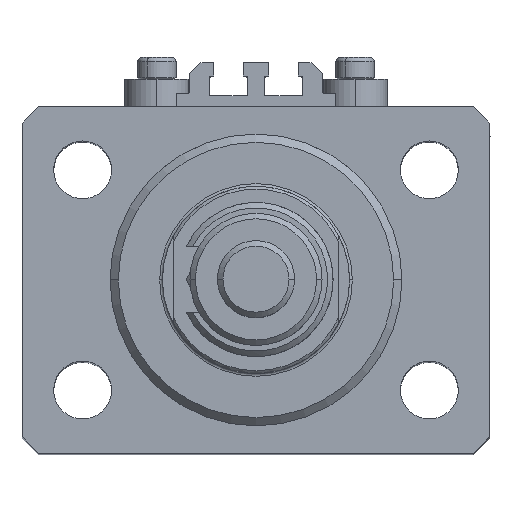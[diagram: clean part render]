
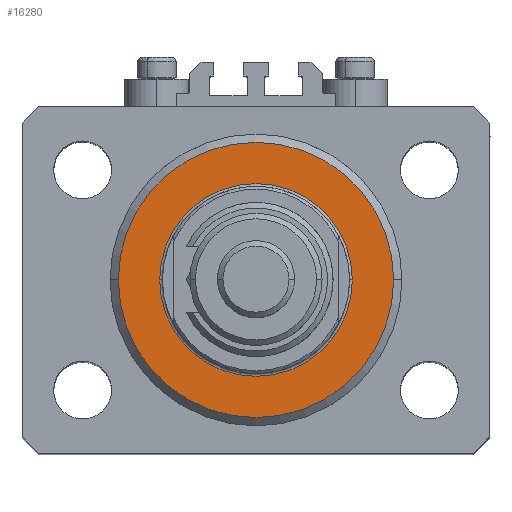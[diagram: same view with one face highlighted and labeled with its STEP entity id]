
A CAD part, top view. The second image highlights one B-rep face of the part: STEP entity #16280.
In plain terms, the highlighted face is planar.
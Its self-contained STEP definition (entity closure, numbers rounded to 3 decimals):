
#2779 = DIRECTION ( 'NONE',  ( 1., 0., 0. ) ) ;
#4408 = CARTESIAN_POINT ( 'NONE',  ( 0., 0., 0. ) ) ;
#4655 = DIRECTION ( 'NONE',  ( 0., 0., -1. ) ) ;
#8980 = VERTEX_POINT ( 'NONE', #49096 ) ;
#9088 = AXIS2_PLACEMENT_3D ( 'NONE', #20682, #13562, #43992 ) ;
#10014 = DIRECTION ( 'NONE',  ( 0., 0., 1. ) ) ;
#11958 = EDGE_CURVE ( 'NONE', #26308, #15848, #21050, .T. ) ;
#13562 = DIRECTION ( 'NONE',  ( 0., 0., 1. ) ) ;
#14574 = AXIS2_PLACEMENT_3D ( 'NONE', #4408, #4655, #16063 ) ;
#14743 = CIRCLE ( 'NONE', #9088, 17.5 ) ;
#15009 = EDGE_CURVE ( 'NONE', #42772, #8980, #32459, .T. ) ;
#15305 = CARTESIAN_POINT ( 'NONE',  ( -17.5, 0., 0. ) ) ;
#15848 = VERTEX_POINT ( 'NONE', #31675 ) ;
#16063 = DIRECTION ( 'NONE',  ( 1., 0., 0. ) ) ;
#16280 = ADVANCED_FACE ( 'NONE', ( #44508, #40711 ), #36935, .F. ) ;
#18395 = ORIENTED_EDGE ( 'NONE', *, *, #25415, .T. ) ;
#19395 = ORIENTED_EDGE ( 'NONE', *, *, #15009, .T. ) ;
#19550 = DIRECTION ( 'NONE',  ( 1., 0., 0. ) ) ;
#20682 = CARTESIAN_POINT ( 'NONE',  ( 0., 0., 0. ) ) ;
#21050 = CIRCLE ( 'NONE', #14574, 25. ) ;
#24105 = DIRECTION ( 'NONE',  ( 0., 0., -1. ) ) ;
#25415 = EDGE_CURVE ( 'NONE', #15848, #26308, #27639, .T. ) ;
#26308 = VERTEX_POINT ( 'NONE', #36798 ) ;
#26351 = DIRECTION ( 'NONE',  ( 0., 0., 1. ) ) ;
#27639 = CIRCLE ( 'NONE', #40591, 25. ) ;
#28221 = EDGE_CURVE ( 'NONE', #8980, #42772, #14743, .T. ) ;
#28592 = EDGE_LOOP ( 'NONE', ( #47467, #18395 ) ) ;
#29305 = CARTESIAN_POINT ( 'NONE',  ( 0., 0., 0. ) ) ;
#31675 = CARTESIAN_POINT ( 'NONE',  ( -25., 0., 0. ) ) ;
#32459 = CIRCLE ( 'NONE', #43798, 17.5 ) ;
#36798 = CARTESIAN_POINT ( 'NONE',  ( 25., 0., 0. ) ) ;
#36935 = PLANE ( 'NONE',  #46854 ) ;
#37550 = CARTESIAN_POINT ( 'NONE',  ( 0., 0., 0. ) ) ;
#40406 = EDGE_LOOP ( 'NONE', ( #43796, #19395 ) ) ;
#40591 = AXIS2_PLACEMENT_3D ( 'NONE', #46916, #24105, #19550 ) ;
#40711 = FACE_OUTER_BOUND ( 'NONE', #28592, .T. ) ;
#40965 = DIRECTION ( 'NONE',  ( 1., 0., 0. ) ) ;
#42772 = VERTEX_POINT ( 'NONE', #15305 ) ;
#43796 = ORIENTED_EDGE ( 'NONE', *, *, #28221, .T. ) ;
#43798 = AXIS2_PLACEMENT_3D ( 'NONE', #37550, #26351, #2779 ) ;
#43992 = DIRECTION ( 'NONE',  ( 1., 0., 0. ) ) ;
#44508 = FACE_BOUND ( 'NONE', #40406, .T. ) ;
#46854 = AXIS2_PLACEMENT_3D ( 'NONE', #29305, #10014, #40965 ) ;
#46916 = CARTESIAN_POINT ( 'NONE',  ( 0., 0., 0. ) ) ;
#47467 = ORIENTED_EDGE ( 'NONE', *, *, #11958, .T. ) ;
#49096 = CARTESIAN_POINT ( 'NONE',  ( 17.5, 0., 0. ) ) ;
